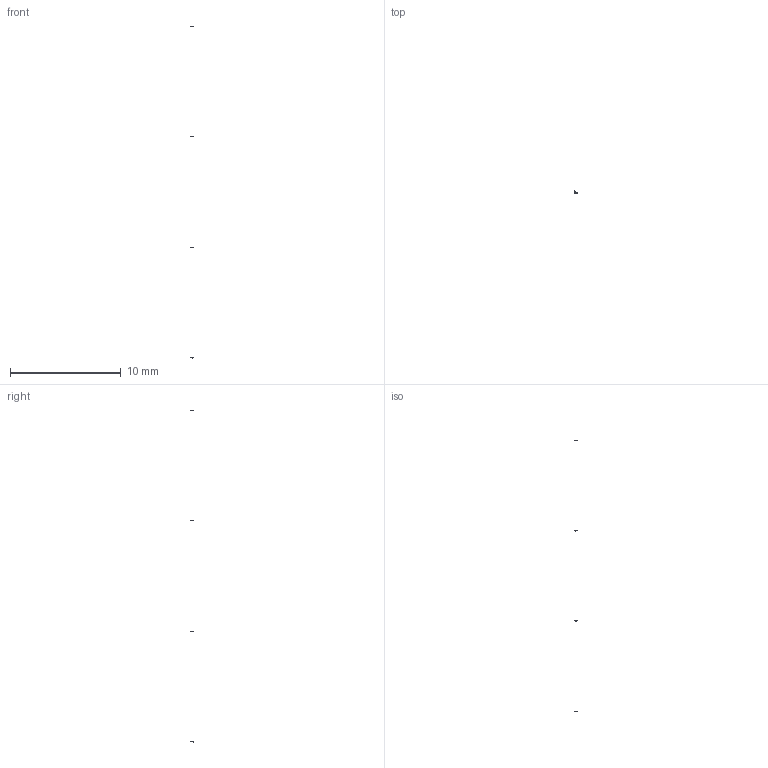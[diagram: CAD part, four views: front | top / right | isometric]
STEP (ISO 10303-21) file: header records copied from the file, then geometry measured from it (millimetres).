
FILE_DESCRIPTION(('SolidDesigner STEP Export'),'2;1');
FILE_NAME('plh_16-5-10.stp','2013-09-16T10:21:23',(''),(''),'Creo Elements/Direct Modeling STEP processor for AP214 (Solid Model)','Creo Elements/Direct Modeling 18.1B 29-Sep-2012 (C) Parametric Technology GmbH','');
FILE_SCHEMA(('AUTOMOTIVE_DESIGN { 1 0 10303 214 1 1 1 1 }'));
Length unit declared in the file: millimetre
Products named in the file (2): plh_16-5-10
Assembly tree (1 placements, depth 2):
  plh_16-5-10
    plh_16-5-10
Bounding box: 0.2 x 0.2 x 30 mm (x, y, z)
Volume: 0 mm3; surface area: 0.1 mm2
Topology: 2 solids, 4 shells, 8 faces, 12 edges, 12 vertices
Faces by surface type: plane 8
Entity records: 36937 total; most frequent: CARTESIAN_POINT 6434, DIRECTION 4945, ORIENTED_EDGE 4768, EDGE_CURVE 2380, AXIS2_PLACEMENT_3D 1756, VERTEX_POINT 1499, VECTOR 1433, LINE 1423
